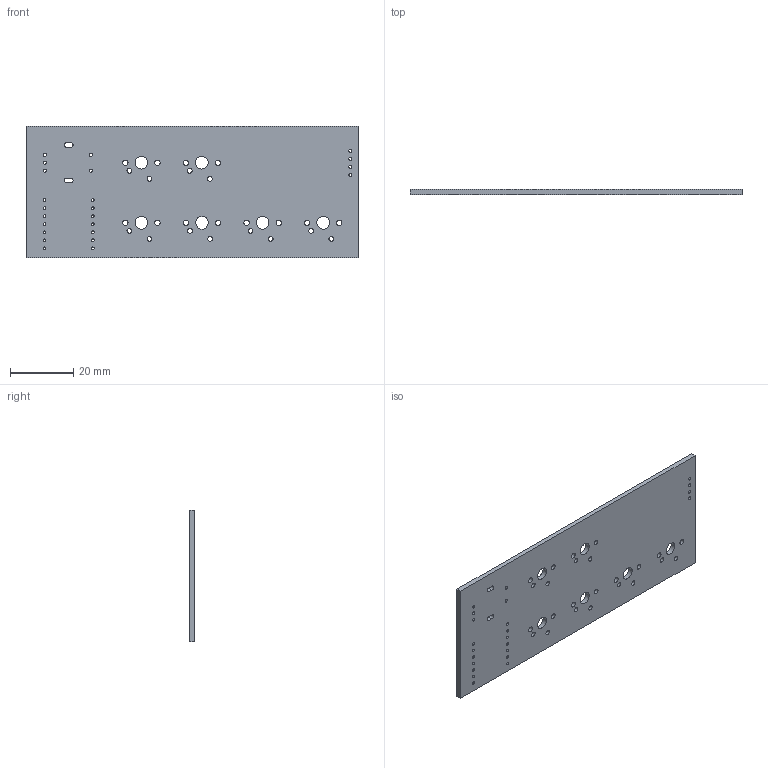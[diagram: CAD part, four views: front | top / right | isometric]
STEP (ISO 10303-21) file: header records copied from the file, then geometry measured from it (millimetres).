
FILE_DESCRIPTION(/* description */ ('STEP AP242','CAx-IF Rec.Pracs.---Representation and Presentation of Product Manufacturing Information (PMI)---4.0---2014-10-13','CAx-IF Rec.Pracs.---3D Tessellated Geometry---0.4---2014-09-14','2;1'),/* implementation_level */ '2;1');
FILE_NAME(/* name */ '688eabf9c22e72051268e20e',/* time_stamp */ '2025-08-03T00:23:21Z',/* author */ (''),/* organization */ (''),/* preprocessor_version */ 'ST-DEVELOPER v20',/* originating_system */ 'ONSHAPE BY PTC INC, 1.201',/* authorisation */ ' ');
FILE_SCHEMA (('AP242_MANAGED_MODEL_BASED_3D_ENGINEERING_MIM_LF { 1 0 10303 442 1 1 4 }'));
Length unit declared in the file: metre
Products named in the file (1): Hackclub Highway Project_PCB
Bounding box: 105 x 1.51 x 41.5 mm (x, y, z)
Volume: 6357.8 mm3; surface area: 9283.2 mm2
Topology: 1 solids, 1 shells, 67 faces, 195 edges, 130 vertices
Faces by surface type: cylinder 57, plane 10
Full cylindrical faces by diameter (mm): 0.889 x14, 1 x9, 1.5 x12, 1.7 x12, 4 x6
Entity records: 2260 total; most frequent: DIRECTION 392, CARTESIAN_POINT 340, ORIENTED_EDGE 284, EDGE_LOOP 230, FACE_BOUND 230, AXIS2_PLACEMENT_3D 182, EDGE_CURVE 142, VERTEX_POINT 130
